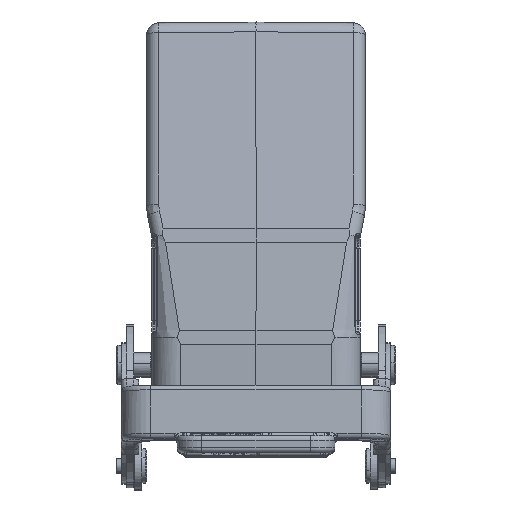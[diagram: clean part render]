
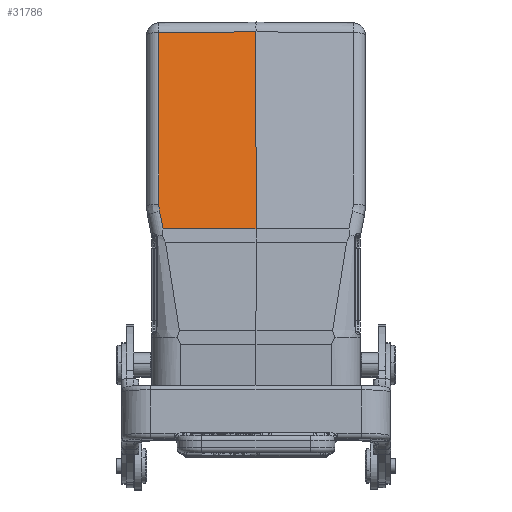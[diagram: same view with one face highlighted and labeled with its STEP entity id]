
A CAD part, top view. The second image highlights one B-rep face of the part: STEP entity #31786.
In plain terms, the highlighted planar face has unit normal (-0.009, 0.19, 0.982).
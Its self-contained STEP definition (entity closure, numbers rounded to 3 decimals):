
#871=DIRECTION('',(0.,-0.982,0.19));
#872=VECTOR('',#871,35.988);
#873=CARTESIAN_POINT('',(-20.022,19.215,49.747));
#874=LINE('',#873,#872);
#875=DIRECTION('',(-1.,0.,-0.009));
#876=VECTOR('',#875,19.147);
#877=CARTESIAN_POINT('',(0.,-21.241,57.74));
#878=LINE('',#877,#876);
#879=DIRECTION('',(-0.193,0.963,-0.188));
#880=VECTOR('',#879,3.79);
#881=CARTESIAN_POINT('',(-19.146,-21.241,57.57));
#882=LINE('',#881,#880);
#883=CARTESIAN_POINT('',(-19.876,-17.591,56.859));
#884=CARTESIAN_POINT('',(-19.973,-17.107,56.764));
#885=CARTESIAN_POINT('',(-20.022,-16.614,56.669));
#886=CARTESIAN_POINT('',(-20.022,-16.12,56.573));
#888=DIRECTION('',(1.,0.009,0.007));
#889=VECTOR('',#888,20.023);
#890=CARTESIAN_POINT('',(-20.022,19.215,49.747));
#891=LINE('',#890,#889);
#892=DIRECTION('',(0.,-0.982,0.19));
#893=VECTOR('',#892,41.382);
#894=CARTESIAN_POINT('',(0.,19.39,49.891));
#895=LINE('',#894,#893);
#25811=CARTESIAN_POINT('',(0.,19.39,
49.891));
#25812=CARTESIAN_POINT('',(0.,-21.241,
57.74));
#25813=VERTEX_POINT('',#25811);
#25814=VERTEX_POINT('',#25812);
#25819=CARTESIAN_POINT('',(-19.146,-21.241,
57.57));
#25820=VERTEX_POINT('',#25819);
#25821=CARTESIAN_POINT('',(-19.876,-17.591,
56.859));
#25822=VERTEX_POINT('',#25821);
#25823=VERTEX_POINT('',#886);
#25824=CARTESIAN_POINT('',(-20.022,19.215,
49.747));
#25825=VERTEX_POINT('',#25824);
#31768=CARTESIAN_POINT('',(0.,-22.585,58.));
#31769=DIRECTION('',(-0.009,0.19,0.982));
#31770=DIRECTION('',(0.,-0.982,0.19));
#31771=AXIS2_PLACEMENT_3D('',#31768,#31769,#31770);
#31772=PLANE('',#31771);
#31774=ORIENTED_EDGE('',*,*,#31773,.T.);
#31776=ORIENTED_EDGE('',*,*,#31775,.T.);
#31778=ORIENTED_EDGE('',*,*,#31777,.T.);
#31779=ORIENTED_EDGE('',*,*,#31758,.F.);
#31781=ORIENTED_EDGE('',*,*,#31780,.T.);
#31783=ORIENTED_EDGE('',*,*,#31782,.T.);
#31784=EDGE_LOOP('',(#31774,#31776,#31778,#31779,#31781,#31783));
#31785=FACE_OUTER_BOUND('',#31784,.F.);
#887=B_SPLINE_CURVE_WITH_KNOTS('',3,(#883,#884,#885,#886),.UNSPECIFIED.,.F.,.F.,
(4,4),(0.,1.),.UNSPECIFIED.);
#31758=EDGE_CURVE('',#25825,#25823,#874,.T.);
#31773=EDGE_CURVE('',#25814,#25820,#878,.T.);
#31775=EDGE_CURVE('',#25820,#25822,#882,.T.);
#31777=EDGE_CURVE('',#25822,#25823,#887,.T.);
#31780=EDGE_CURVE('',#25825,#25813,#891,.T.);
#31782=EDGE_CURVE('',#25813,#25814,#895,.T.);
#31786=ADVANCED_FACE('',(#31785),#31772,.T.);
